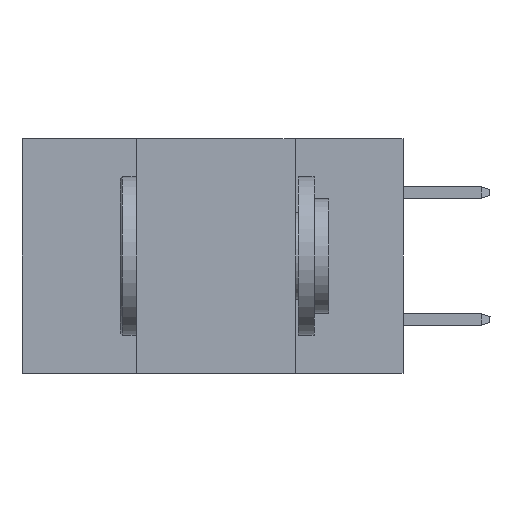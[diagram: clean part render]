
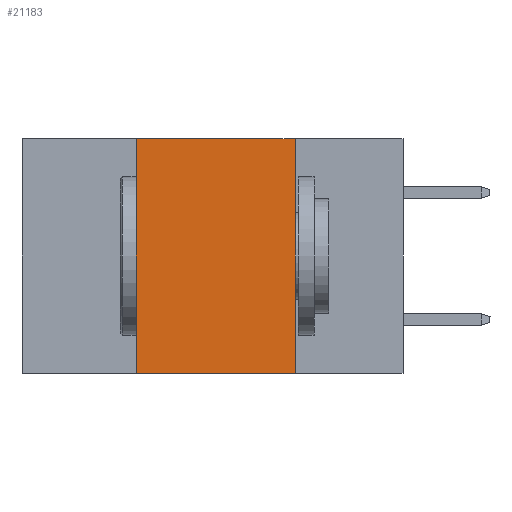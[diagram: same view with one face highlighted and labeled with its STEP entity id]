
A CAD part, left-side view. The second image highlights one B-rep face of the part: STEP entity #21183.
In plain terms, the highlighted planar face has unit normal (-1, 0, 0).
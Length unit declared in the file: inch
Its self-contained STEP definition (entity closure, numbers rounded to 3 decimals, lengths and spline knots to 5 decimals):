
#858 = CARTESIAN_POINT ( 'NONE',  ( 0., 0.42, 0. ) ) ;
#3397 = LINE ( 'NONE', #858, #28305 ) ;
#4015 = LINE ( 'NONE', #20322, #29967 ) ;
#4627 = EDGE_LOOP ( 'NONE', ( #6460, #11755, #20707, #23656 ) ) ;
#4657 = FACE_OUTER_BOUND ( 'NONE', #4627, .T. ) ;
#6460 = ORIENTED_EDGE ( 'NONE', *, *, #32934, .F. ) ;
#7072 = CARTESIAN_POINT ( 'NONE',  ( 0., 0.6, 0. ) ) ;
#9347 = VERTEX_POINT ( 'NONE', #24618 ) ;
#9984 = EDGE_CURVE ( 'NONE', #32022, #23873, #3397, .T. ) ;
#10028 = CARTESIAN_POINT ( 'NONE',  ( 0., 0.17, 0. ) ) ;
#10964 = DIRECTION ( 'NONE',  ( 0., 0., 1. ) ) ;
#11755 = ORIENTED_EDGE ( 'NONE', *, *, #31877, .F. ) ;
#13349 = PLANE ( 'NONE',  #23747 ) ;
#15203 = DIRECTION ( 'NONE',  ( 0., -1., 0. ) ) ;
#15277 = VECTOR ( 'NONE', #17783, 39.37008 ) ;
#15642 = VERTEX_POINT ( 'NONE', #17635 ) ;
#17635 = CARTESIAN_POINT ( 'NONE',  ( 0., 0.17, 0. ) ) ;
#17783 = DIRECTION ( 'NONE',  ( 0., 0., -1. ) ) ;
#18611 = DIRECTION ( 'NONE',  ( 0., -1., 0. ) ) ;
#20200 = CARTESIAN_POINT ( 'NONE',  ( 0., 0.6, -0.37 ) ) ;
#20322 = CARTESIAN_POINT ( 'NONE',  ( 0., 0.6, 0. ) ) ;
#20707 = ORIENTED_EDGE ( 'NONE', *, *, #9984, .F. ) ;
#21183 = ADVANCED_FACE ( 'NONE', ( #4657 ), #13349, .F. ) ;
#22684 = DIRECTION ( 'NONE',  ( 0., 0., -1. ) ) ;
#23234 = CARTESIAN_POINT ( 'NONE',  ( 0., 0.42, 0. ) ) ;
#23642 = DIRECTION ( 'NONE',  ( 1., 0., 0. ) ) ;
#23656 = ORIENTED_EDGE ( 'NONE', *, *, #26477, .T. ) ;
#23747 = AXIS2_PLACEMENT_3D ( 'NONE', #7072, #23642, #22684 ) ;
#23873 = VERTEX_POINT ( 'NONE', #23234 ) ;
#24618 = CARTESIAN_POINT ( 'NONE',  ( 0., 0.17, -0.37 ) ) ;
#25486 = LINE ( 'NONE', #20200, #25950 ) ;
#25950 = VECTOR ( 'NONE', #18611, 39.37008 ) ;
#26477 = EDGE_CURVE ( 'NONE', #32022, #9347, #25486, .T. ) ;
#28305 = VECTOR ( 'NONE', #10964, 39.37008 ) ;
#29967 = VECTOR ( 'NONE', #15203, 39.37008 ) ;
#30600 = LINE ( 'NONE', #10028, #15277 ) ;
#31426 = CARTESIAN_POINT ( 'NONE',  ( 0., 0.42, -0.37 ) ) ;
#31877 = EDGE_CURVE ( 'NONE', #23873, #15642, #4015, .T. ) ;
#32022 = VERTEX_POINT ( 'NONE', #31426 ) ;
#32934 = EDGE_CURVE ( 'NONE', #15642, #9347, #30600, .T. ) ;
